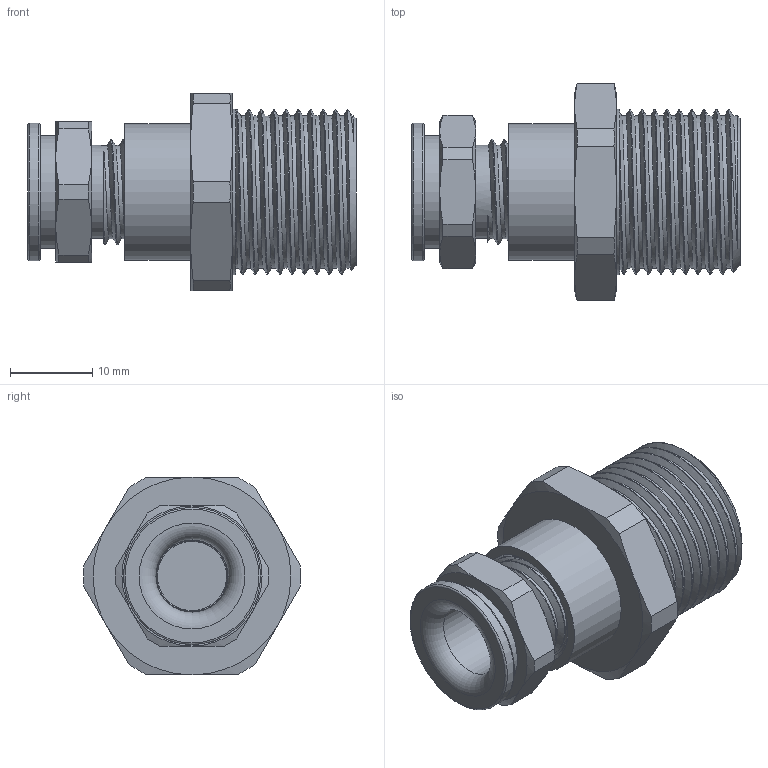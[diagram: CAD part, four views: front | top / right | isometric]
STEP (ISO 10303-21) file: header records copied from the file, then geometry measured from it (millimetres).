
FILE_DESCRIPTION(/* description */ ('ADE-1F2 M 20x1,5'),/* implementation_level */ '2;1');
FILE_NAME(/* name */ '00806674V1-RST.stp',/* time_stamp */ '2020-03-03T10:37:21+01:00',/* author */ ('sl'),/* organization */ (''),/* preprocessor_version */ 'ST-DEVELOPER v16.5',/* originating_system */ 'Autodesk Inventor 2017',/* authorisation */ '');
FILE_SCHEMA (('AUTOMOTIVE_DESIGN { 1 0 10303 214 3 1 1 }'));
Length unit declared in the file: millimetre
Products named in the file (5): 00806674V1; 00806674V1_1; 00806674V1_2; 00806674V1_3; 00806674V1_4
Assembly tree (4 placements, depth 2):
  00806674V1
    00806674V1_1
    00806674V1_2
    00806674V1_3
    00806674V1_4
Bounding box: 39.82 x 26.28 x 24 mm (x, y, z)
Volume: 6374 mm3; surface area: 6919.3 mm2
Topology: 4 solids, 4 shells, 123 faces, 269 edges, 167 vertices
Faces by surface type: plane 47, cone 31, cylinder 30, torus 9, bspline 6
Full cylindrical faces by diameter (mm): 8.4 x1, 8.7 x2, 8.85 x1, 9.2 x1, 9.4 x1, 11.06 x1, 11.298 x4, 11.8 x1, 12.16 x2, 12.18 x5, 13.7 x1, 15.46 x1, 16.58 x1, 16.64 x1, 20.06 x1
Entity records: 6619 total; most frequent: CARTESIAN_POINT 4337, DIRECTION 450, ORIENTED_EDGE 408, AXIS2_PLACEMENT_3D 213, EDGE_CURVE 204, EDGE_LOOP 166, VERTEX_POINT 144, FACE_OUTER_BOUND 114
